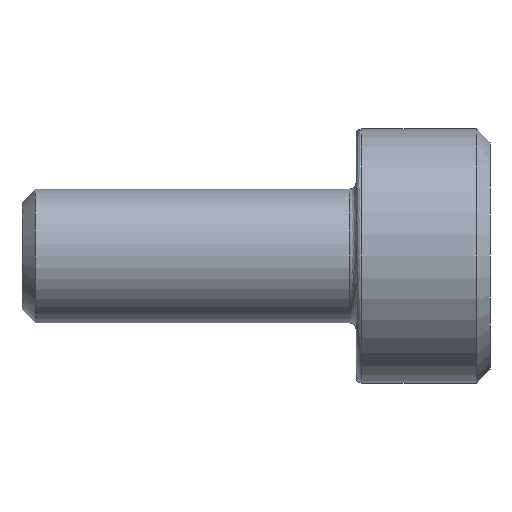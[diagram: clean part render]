
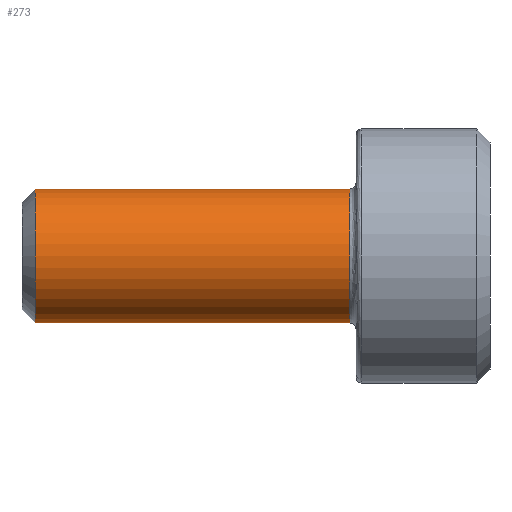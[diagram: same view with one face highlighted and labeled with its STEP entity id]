
A CAD part, front view. The second image highlights one B-rep face of the part: STEP entity #273.
In plain terms, the highlighted cylindrical face has radius 1 mm (diameter 2 mm), a partial arc.
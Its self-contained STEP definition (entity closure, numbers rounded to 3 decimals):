
#42 = EDGE_CURVE ( 'NONE', #66, #157, #1030, .T. ) ;
#51 = EDGE_CURVE ( 'NONE', #62, #120, #1034, .T. ) ;
#62 = VERTEX_POINT ( 'NONE', #1003 ) ;
#66 = VERTEX_POINT ( 'NONE', #1053 ) ;
#120 = VERTEX_POINT ( 'NONE', #459 ) ;
#157 = VERTEX_POINT ( 'NONE', #562 ) ;
#179 = EDGE_CURVE ( 'NONE', #157, #120, #434, .T. ) ;
#267 = ORIENTED_EDGE ( 'NONE', *, *, #285, .T. ) ;
#268 = EDGE_LOOP ( 'NONE', ( #286, #267, #274, #272 ) ) ;
#272 = ORIENTED_EDGE ( 'NONE', *, *, #179, .T. ) ;
#273 = ADVANCED_FACE ( 'NONE', ( #747 ), #699, .T. ) ;
#274 = ORIENTED_EDGE ( 'NONE', *, *, #42, .T. ) ;
#285 = EDGE_CURVE ( 'NONE', #62, #66, #746, .T. ) ;
#286 = ORIENTED_EDGE ( 'NONE', *, *, #51, .F. ) ;
#409 = DIRECTION ( 'NONE',  ( 0., 0., -1. ) ) ;
#410 = AXIS2_PLACEMENT_3D ( 'NONE', #429, #440, #409 ) ;
#429 = CARTESIAN_POINT ( 'NONE',  ( -0.1, 0., 0. ) ) ;
#434 = CIRCLE ( 'NONE', #410, 1. ) ;
#440 = DIRECTION ( 'NONE',  ( -1., 0., 0. ) ) ;
#459 = CARTESIAN_POINT ( 'NONE',  ( -0.1, 0., 1. ) ) ;
#562 = CARTESIAN_POINT ( 'NONE',  ( -0.1, 0., -1. ) ) ;
#699 = CYLINDRICAL_SURFACE ( 'NONE', #719, 1. ) ;
#716 = CARTESIAN_POINT ( 'NONE',  ( -5.16, 0., 0. ) ) ;
#719 = AXIS2_PLACEMENT_3D ( 'NONE', #716, #826, #821 ) ;
#743 = DIRECTION ( 'NONE',  ( 1., 0., 0. ) ) ;
#746 = CIRCLE ( 'NONE', #817, 1. ) ;
#747 = FACE_OUTER_BOUND ( 'NONE', #268, .T. ) ;
#759 = DIRECTION ( 'NONE',  ( 0., 0., -1. ) ) ;
#817 = AXIS2_PLACEMENT_3D ( 'NONE', #820, #743, #759 ) ;
#820 = CARTESIAN_POINT ( 'NONE',  ( -4.8, 0., 0. ) ) ;
#821 = DIRECTION ( 'NONE',  ( 0., 0., -1. ) ) ;
#826 = DIRECTION ( 'NONE',  ( 1., 0., 0. ) ) ;
#1003 = CARTESIAN_POINT ( 'NONE',  ( -4.8, 0., 1. ) ) ;
#1021 = DIRECTION ( 'NONE',  ( 1., 0., 0. ) ) ;
#1028 = CARTESIAN_POINT ( 'NONE',  ( -5.16, 0., -1. ) ) ;
#1030 = LINE ( 'NONE', #1028, #1041 ) ;
#1033 = CARTESIAN_POINT ( 'NONE',  ( -5.16, 0., 1. ) ) ;
#1034 = LINE ( 'NONE', #1033, #1036 ) ;
#1035 = DIRECTION ( 'NONE',  ( 1., 0., 0. ) ) ;
#1036 = VECTOR ( 'NONE', #1035, 1000. ) ;
#1041 = VECTOR ( 'NONE', #1021, 1000. ) ;
#1053 = CARTESIAN_POINT ( 'NONE',  ( -4.8, 0., -1. ) ) ;
